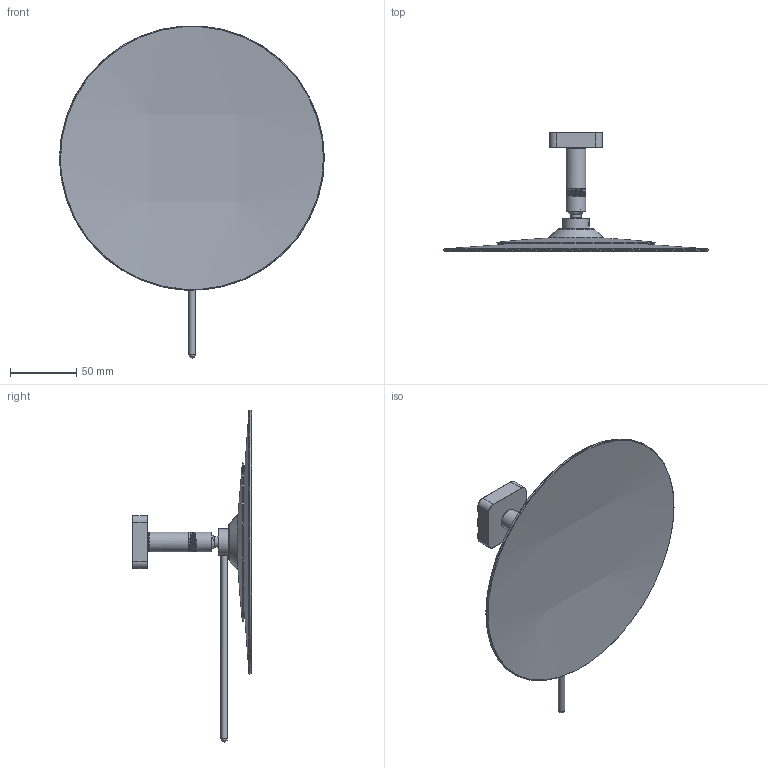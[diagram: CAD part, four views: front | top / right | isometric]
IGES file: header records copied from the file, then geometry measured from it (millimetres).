
Start section: C
Global section: file name: GLA20-00 Rel1.igs; native system: By Siemens PLM Incorporated; preprocessor: XPlus GENERIC/IGES 26.1.183; author: Author; organization: Title; date: 20250801.142237; units: millimetre
Bounding box: 199.87 x 90 x 250.69 mm (x, y, z)
Volume: 95582 mm3; surface area: 103720 mm2
Topology: 10 solids, 10 shells, 206 faces, 490 edges, 309 vertices
Faces by surface type: bspline 206
